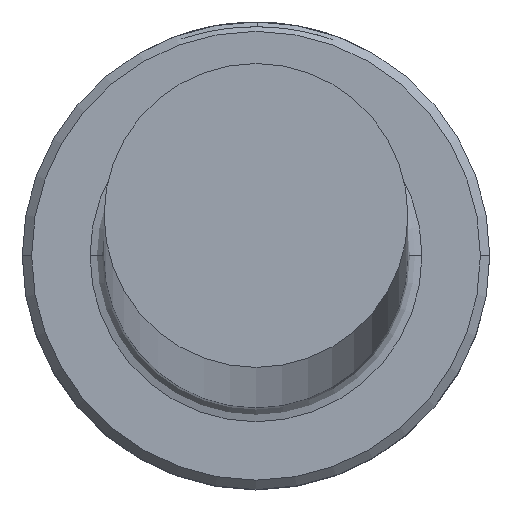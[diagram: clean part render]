
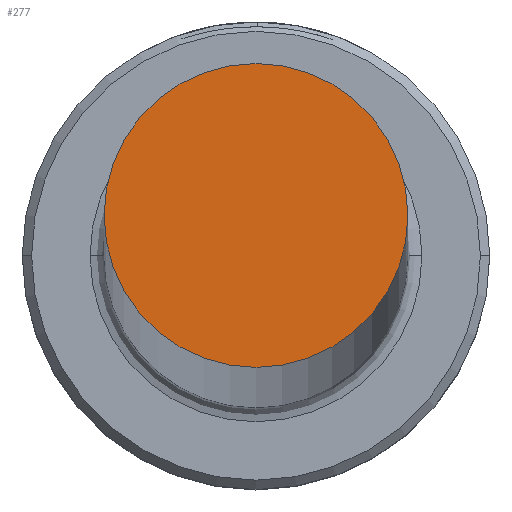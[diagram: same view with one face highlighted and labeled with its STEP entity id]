
A CAD part, top view. The second image highlights one B-rep face of the part: STEP entity #277.
In plain terms, the highlighted planar face has unit normal (0, 0, 1).
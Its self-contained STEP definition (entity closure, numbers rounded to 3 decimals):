
#36 = FACE_OUTER_BOUND ( 'NONE', #904, .T. ) ;
#48 = DIRECTION ( 'NONE',  ( 0., 0., 1. ) ) ;
#64 = CIRCLE ( 'NONE', #670, 3.25 ) ;
#67 = CARTESIAN_POINT ( 'NONE',  ( 3.25, 0., 500. ) ) ;
#74 = CIRCLE ( 'NONE', #830, 3.25 ) ;
#77 = PLANE ( 'NONE',  #170 ) ;
#170 = AXIS2_PLACEMENT_3D ( 'NONE', #885, #48, #1124 ) ;
#219 = ORIENTED_EDGE ( 'NONE', *, *, #477, .T. ) ;
#249 = DIRECTION ( 'NONE',  ( 0., 0., 1. ) ) ;
#268 = CARTESIAN_POINT ( 'NONE',  ( 0., 0., 500. ) ) ;
#277 = ADVANCED_FACE ( 'NONE', ( #36 ), #77, .T. ) ;
#373 = DIRECTION ( 'NONE',  ( 1., 0., 0. ) ) ;
#442 = VERTEX_POINT ( 'NONE', #67 ) ;
#477 = EDGE_CURVE ( 'NONE', #1075, #442, #64, .T. ) ;
#670 = AXIS2_PLACEMENT_3D ( 'NONE', #268, #908, #373 ) ;
#807 = CARTESIAN_POINT ( 'NONE',  ( 0., 0., 500. ) ) ;
#830 = AXIS2_PLACEMENT_3D ( 'NONE', #807, #249, #892 ) ;
#885 = CARTESIAN_POINT ( 'NONE',  ( 0., 0., 500. ) ) ;
#892 = DIRECTION ( 'NONE',  ( 1., 0., 0. ) ) ;
#904 = EDGE_LOOP ( 'NONE', ( #219, #1043 ) ) ;
#908 = DIRECTION ( 'NONE',  ( 0., 0., 1. ) ) ;
#943 = EDGE_CURVE ( 'NONE', #442, #1075, #74, .T. ) ;
#1043 = ORIENTED_EDGE ( 'NONE', *, *, #943, .T. ) ;
#1068 = CARTESIAN_POINT ( 'NONE',  ( -3.25, 0., 500. ) ) ;
#1075 = VERTEX_POINT ( 'NONE', #1068 ) ;
#1124 = DIRECTION ( 'NONE',  ( 1., 0., 0. ) ) ;
